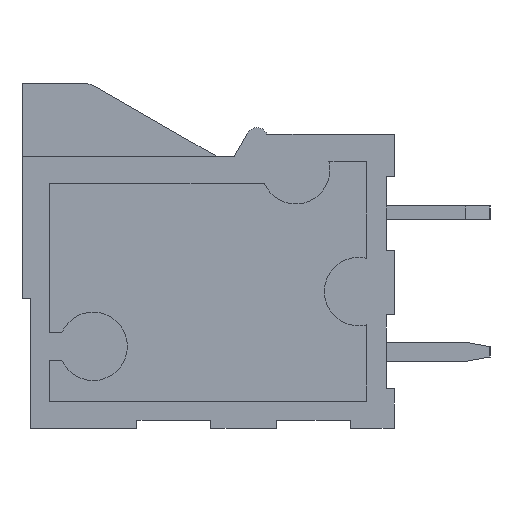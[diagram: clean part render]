
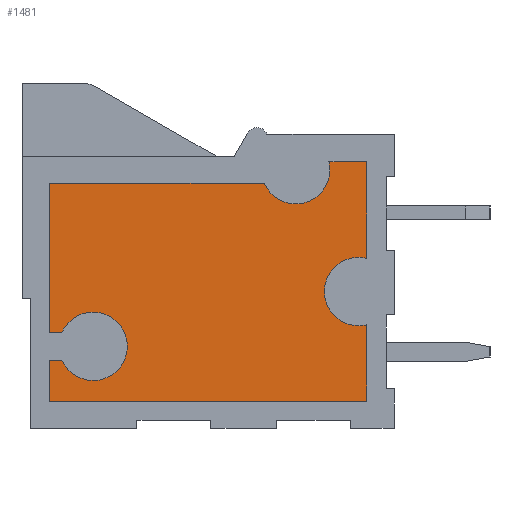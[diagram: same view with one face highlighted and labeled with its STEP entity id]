
A CAD part, left-side view. The second image highlights one B-rep face of the part: STEP entity #1481.
In plain terms, the highlighted planar face has unit normal (-1, 0, 0).
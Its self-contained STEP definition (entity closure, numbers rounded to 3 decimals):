
#79 = EDGE_CURVE('',#80,#82,#84,.T.);
#80 = VERTEX_POINT('',#81);
#81 = CARTESIAN_POINT('',(1.5,12.146,-10.1));
#82 = VERTEX_POINT('',#83);
#83 = CARTESIAN_POINT('',(1.5,11.,-10.85));
#84 = CIRCLE('',#85,1.25);
#85 = AXIS2_PLACEMENT_3D('',#86,#87,#88);
#86 = CARTESIAN_POINT('',(1.5,11.,-9.6));
#87 = DIRECTION('',(-1.,0.,0.));
#88 = DIRECTION('',(0.,0.,1.));
#122 = EDGE_CURVE('',#82,#123,#125,.T.);
#123 = VERTEX_POINT('',#124);
#124 = CARTESIAN_POINT('',(1.5,11.,-8.35));
#125 = CIRCLE('',#126,1.25);
#126 = AXIS2_PLACEMENT_3D('',#127,#128,#129);
#127 = CARTESIAN_POINT('',(1.5,11.,-9.6));
#128 = DIRECTION('',(-1.,0.,0.));
#129 = DIRECTION('',(0.,0.,1.));
#154 = EDGE_CURVE('',#155,#157,#159,.T.);
#155 = VERTEX_POINT('',#156);
#156 = CARTESIAN_POINT('',(1.5,1.3,-6.35));
#157 = VERTEX_POINT('',#158);
#158 = CARTESIAN_POINT('',(1.5,1.3,-8.85));
#159 = CIRCLE('',#160,1.25);
#160 = AXIS2_PLACEMENT_3D('',#161,#162,#163);
#161 = CARTESIAN_POINT('',(1.5,1.3,-7.6));
#162 = DIRECTION('',(-1.,0.,0.));
#163 = DIRECTION('',(0.,0.,1.));
#196 = EDGE_CURVE('',#197,#155,#199,.T.);
#197 = VERTEX_POINT('',#198);
#198 = CARTESIAN_POINT('',(1.5,1.,-6.387));
#199 = CIRCLE('',#200,1.25);
#200 = AXIS2_PLACEMENT_3D('',#201,#202,#203);
#201 = CARTESIAN_POINT('',(1.5,1.3,-7.6));
#202 = DIRECTION('',(-1.,0.,0.));
#203 = DIRECTION('',(0.,0.,1.));
#1209 = EDGE_CURVE('',#157,#1210,#1212,.T.);
#1210 = VERTEX_POINT('',#1211);
#1211 = CARTESIAN_POINT('',(1.5,1.,-8.813));
#1212 = CIRCLE('',#1213,1.25);
#1213 = AXIS2_PLACEMENT_3D('',#1214,#1215,#1216);
#1214 = CARTESIAN_POINT('',(1.5,1.3,-7.6));
#1215 = DIRECTION('',(-1.,0.,0.));
#1216 = DIRECTION('',(0.,0.,1.));
#1235 = EDGE_CURVE('',#1236,#1210,#1238,.T.);
#1236 = VERTEX_POINT('',#1237);
#1237 = CARTESIAN_POINT('',(1.5,1.,-11.6));
#1238 = LINE('',#1239,#1240);
#1239 = CARTESIAN_POINT('',(1.5,1.,0.));
#1240 = VECTOR('',#1241,1.);
#1241 = DIRECTION('',(0.,0.,1.));
#1259 = EDGE_CURVE('',#1260,#1236,#1262,.T.);
#1260 = VERTEX_POINT('',#1261);
#1261 = CARTESIAN_POINT('',(1.5,12.6,-11.6));
#1262 = LINE('',#1263,#1264);
#1263 = CARTESIAN_POINT('',(1.5,0.,-11.6));
#1264 = VECTOR('',#1265,1.);
#1265 = DIRECTION('',(0.,-1.,0.));
#1283 = EDGE_CURVE('',#1260,#1284,#1286,.T.);
#1284 = VERTEX_POINT('',#1285);
#1285 = CARTESIAN_POINT('',(1.5,12.6,-10.1));
#1286 = LINE('',#1287,#1288);
#1287 = CARTESIAN_POINT('',(1.5,12.6,0.));
#1288 = VECTOR('',#1289,1.);
#1289 = DIRECTION('',(0.,0.,1.));
#1307 = EDGE_CURVE('',#1284,#80,#1308,.T.);
#1308 = LINE('',#1309,#1310);
#1309 = CARTESIAN_POINT('',(1.5,0.,-10.1));
#1310 = VECTOR('',#1311,1.);
#1311 = DIRECTION('',(0.,-1.,0.));
#1323 = EDGE_CURVE('',#123,#1324,#1326,.T.);
#1324 = VERTEX_POINT('',#1325);
#1325 = CARTESIAN_POINT('',(1.5,12.146,-9.1));
#1326 = CIRCLE('',#1327,1.25);
#1327 = AXIS2_PLACEMENT_3D('',#1328,#1329,#1330);
#1328 = CARTESIAN_POINT('',(1.5,11.,-9.6));
#1329 = DIRECTION('',(-1.,0.,0.));
#1330 = DIRECTION('',(0.,0.,1.));
#1349 = EDGE_CURVE('',#1350,#1324,#1352,.T.);
#1350 = VERTEX_POINT('',#1351);
#1351 = CARTESIAN_POINT('',(1.5,12.6,-9.1));
#1352 = LINE('',#1353,#1354);
#1353 = CARTESIAN_POINT('',(1.5,0.,-9.1));
#1354 = VECTOR('',#1355,1.);
#1355 = DIRECTION('',(0.,-1.,0.));
#1373 = EDGE_CURVE('',#1350,#1374,#1376,.T.);
#1374 = VERTEX_POINT('',#1375);
#1375 = CARTESIAN_POINT('',(1.5,12.6,-3.65));
#1376 = LINE('',#1377,#1378);
#1377 = CARTESIAN_POINT('',(1.5,12.6,0.));
#1378 = VECTOR('',#1379,1.);
#1379 = DIRECTION('',(0.,0.,1.));
#1397 = EDGE_CURVE('',#1398,#1374,#1400,.T.);
#1398 = VERTEX_POINT('',#1399);
#1399 = CARTESIAN_POINT('',(1.5,4.746,-3.65));
#1400 = LINE('',#1401,#1402);
#1401 = CARTESIAN_POINT('',(1.5,0.,-3.65));
#1402 = VECTOR('',#1403,1.);
#1403 = DIRECTION('',(0.,1.,0.));
#1421 = EDGE_CURVE('',#1398,#1422,#1424,.T.);
#1422 = VERTEX_POINT('',#1423);
#1423 = CARTESIAN_POINT('',(1.5,2.387,-2.85));
#1424 = CIRCLE('',#1425,1.25);
#1425 = AXIS2_PLACEMENT_3D('',#1426,#1427,#1428);
#1426 = CARTESIAN_POINT('',(1.5,3.6,-3.15));
#1427 = DIRECTION('',(-1.,0.,0.));
#1428 = DIRECTION('',(0.,0.,1.));
#1446 = EDGE_CURVE('',#1422,#1447,#1449,.T.);
#1447 = VERTEX_POINT('',#1448);
#1448 = CARTESIAN_POINT('',(1.5,1.,-2.85));
#1449 = LINE('',#1450,#1451);
#1450 = CARTESIAN_POINT('',(1.5,0.,-2.85));
#1451 = VECTOR('',#1452,1.);
#1452 = DIRECTION('',(0.,-1.,0.));
#1470 = EDGE_CURVE('',#197,#1447,#1471,.T.);
#1471 = LINE('',#1472,#1473);
#1472 = CARTESIAN_POINT('',(1.5,1.,0.));
#1473 = VECTOR('',#1474,1.);
#1474 = DIRECTION('',(0.,0.,1.));
#1481 = ADVANCED_FACE('',(#1482),#1500,.T.);
#1482 = FACE_BOUND('',#1483,.T.);
#1483 = EDGE_LOOP('',(#1484,#1485,#1486,#1487,#1488,#1489,#1490,#1491,
    #1492,#1493,#1494,#1495,#1496,#1497,#1498,#1499));
#1484 = ORIENTED_EDGE('',*,*,#196,.F.);
#1485 = ORIENTED_EDGE('',*,*,#1470,.T.);
#1486 = ORIENTED_EDGE('',*,*,#1446,.F.);
#1487 = ORIENTED_EDGE('',*,*,#1421,.F.);
#1488 = ORIENTED_EDGE('',*,*,#1397,.T.);
#1489 = ORIENTED_EDGE('',*,*,#1373,.F.);
#1490 = ORIENTED_EDGE('',*,*,#1349,.T.);
#1491 = ORIENTED_EDGE('',*,*,#1323,.F.);
#1492 = ORIENTED_EDGE('',*,*,#122,.F.);
#1493 = ORIENTED_EDGE('',*,*,#79,.F.);
#1494 = ORIENTED_EDGE('',*,*,#1307,.F.);
#1495 = ORIENTED_EDGE('',*,*,#1283,.F.);
#1496 = ORIENTED_EDGE('',*,*,#1259,.T.);
#1497 = ORIENTED_EDGE('',*,*,#1235,.T.);
#1498 = ORIENTED_EDGE('',*,*,#1209,.F.);
#1499 = ORIENTED_EDGE('',*,*,#154,.F.);
#1500 = PLANE('',#1501);
#1501 = AXIS2_PLACEMENT_3D('',#1502,#1503,#1504);
#1502 = CARTESIAN_POINT('',(1.5,0.,0.));
#1503 = DIRECTION('',(-1.,0.,0.));
#1504 = DIRECTION('',(0.,0.,1.));
